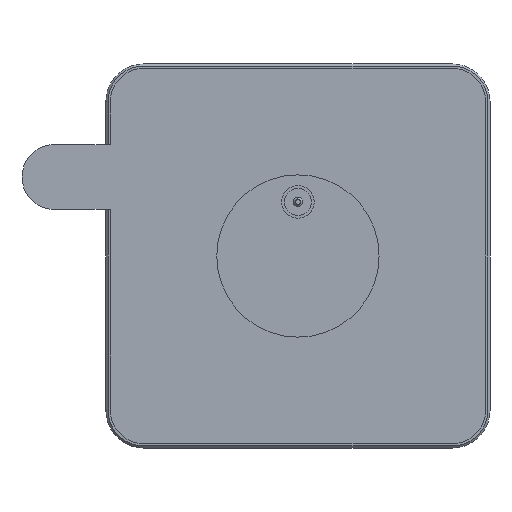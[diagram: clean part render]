
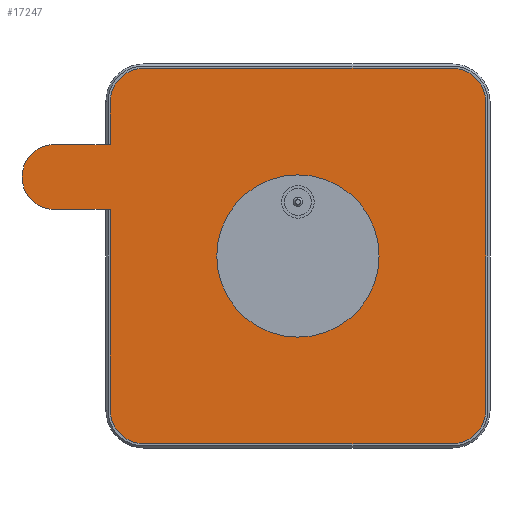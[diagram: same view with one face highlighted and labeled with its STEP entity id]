
A CAD part, front view. The second image highlights one B-rep face of the part: STEP entity #17247.
In plain terms, the highlighted planar face has unit normal (0, -1, 0).
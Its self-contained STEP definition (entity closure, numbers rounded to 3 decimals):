
#464 = DIRECTION ( 'NONE',  ( 0., 1., 0. ) ) ;
#467 = VERTEX_POINT ( 'NONE', #14987 ) ;
#485 = EDGE_CURVE ( 'NONE', #10201, #18580, #20475, .T. ) ;
#548 = CARTESIAN_POINT ( 'NONE',  ( -17.35, 0., 4.3 ) ) ;
#595 = ORIENTED_EDGE ( 'NONE', *, *, #19752, .F. ) ;
#883 = EDGE_CURVE ( 'NONE', #12508, #17357, #1473, .T. ) ;
#1125 = DIRECTION ( 'NONE',  ( 0., 1., 0. ) ) ;
#1164 = VERTEX_POINT ( 'NONE', #14696 ) ;
#1231 = CIRCLE ( 'NONE', #18929, 7.5 ) ;
#1346 = AXIS2_PLACEMENT_3D ( 'NONE', #19404, #1125, #14624 ) ;
#1473 = CIRCLE ( 'NONE', #15988, 3. ) ;
#1840 = CARTESIAN_POINT ( 'NONE',  ( -17.35, 0., 14.25 ) ) ;
#2651 = ORIENTED_EDGE ( 'NONE', *, *, #13770, .T. ) ;
#2883 = FACE_OUTER_BOUND ( 'NONE', #19197, .T. ) ;
#3273 = LINE ( 'NONE', #18233, #8615 ) ;
#3397 = EDGE_CURVE ( 'NONE', #16861, #20421, #8801, .T. ) ;
#3814 = DIRECTION ( 'NONE',  ( 0., 0., 1. ) ) ;
#4141 = DIRECTION ( 'NONE',  ( 0., 1., 0. ) ) ;
#4227 = DIRECTION ( 'NONE',  ( 0., 0., 1. ) ) ;
#4294 = EDGE_CURVE ( 'NONE', #22261, #19505, #1231, .T. ) ;
#4344 = DIRECTION ( 'NONE',  ( 1., 0., 0. ) ) ;
#4479 = CARTESIAN_POINT ( 'NONE',  ( 14.25, 0., -14.25 ) ) ;
#4687 = ORIENTED_EDGE ( 'NONE', *, *, #17385, .F. ) ;
#4907 = ORIENTED_EDGE ( 'NONE', *, *, #5661, .F. ) ;
#5006 = LINE ( 'NONE', #21241, #17937 ) ;
#5610 = DIRECTION ( 'NONE',  ( 0., 1., 0. ) ) ;
#5661 = EDGE_CURVE ( 'NONE', #467, #6591, #7581, .T. ) ;
#5724 = EDGE_CURVE ( 'NONE', #16618, #12508, #3273, .T. ) ;
#6140 = CARTESIAN_POINT ( 'NONE',  ( 14.25, 0., 17.35 ) ) ;
#6363 = CARTESIAN_POINT ( 'NONE',  ( 0., 0., -7.5 ) ) ;
#6591 = VERTEX_POINT ( 'NONE', #14921 ) ;
#6660 = LINE ( 'NONE', #6140, #19240 ) ;
#7000 = CIRCLE ( 'NONE', #10043, 3.1 ) ;
#7030 = EDGE_CURVE ( 'NONE', #20421, #1164, #7000, .T. ) ;
#7318 = VECTOR ( 'NONE', #8134, 1000. ) ;
#7336 = LINE ( 'NONE', #12832, #21512 ) ;
#7581 = CIRCLE ( 'NONE', #1346, 3.1 ) ;
#7600 = CARTESIAN_POINT ( 'NONE',  ( -14.25, 0., 14.25 ) ) ;
#7792 = DIRECTION ( 'NONE',  ( 0., 0., 1. ) ) ;
#7917 = LINE ( 'NONE', #18360, #7318 ) ;
#8134 = DIRECTION ( 'NONE',  ( 0., 0., -1. ) ) ;
#8155 = DIRECTION ( 'NONE',  ( 0., 0., 1. ) ) ;
#8462 = CARTESIAN_POINT ( 'NONE',  ( -17.35, 0., 14.25 ) ) ;
#8615 = VECTOR ( 'NONE', #19110, 1000. ) ;
#8685 = VERTEX_POINT ( 'NONE', #9397 ) ;
#8801 = LINE ( 'NONE', #1840, #15472 ) ;
#9005 = CIRCLE ( 'NONE', #12461, 7.5 ) ;
#9264 = DIRECTION ( 'NONE',  ( 1., 0., 0. ) ) ;
#9397 = CARTESIAN_POINT ( 'NONE',  ( -14.25, 0., -17.35 ) ) ;
#9796 = CARTESIAN_POINT ( 'NONE',  ( -22.5, 0., 4.3 ) ) ;
#9830 = CARTESIAN_POINT ( 'NONE',  ( 0., 0., 7.5 ) ) ;
#9854 = ORIENTED_EDGE ( 'NONE', *, *, #20716, .F. ) ;
#9853 = ORIENTED_EDGE ( 'NONE', *, *, #7030, .F. ) ;
#10043 = AXIS2_PLACEMENT_3D ( 'NONE', #7600, #5610, #21756 ) ;
#10201 = VERTEX_POINT ( 'NONE', #10863 ) ;
#10769 = ORIENTED_EDGE ( 'NONE', *, *, #4294, .T. ) ;
#10806 = DIRECTION ( 'NONE',  ( 0., 0., 1. ) ) ;
#10863 = CARTESIAN_POINT ( 'NONE',  ( 17.35, 0., -14.25 ) ) ;
#11223 = VECTOR ( 'NONE', #11670, 1000. ) ;
#11320 = ORIENTED_EDGE ( 'NONE', *, *, #485, .F. ) ;
#11670 = DIRECTION ( 'NONE',  ( -1., 0., 0. ) ) ;
#11723 = CARTESIAN_POINT ( 'NONE',  ( -22.5, 0., 10.3 ) ) ;
#11742 = AXIS2_PLACEMENT_3D ( 'NONE', #13361, #13263, #13383 ) ;
#12046 = LINE ( 'NONE', #12253, #11223 ) ;
#12253 = CARTESIAN_POINT ( 'NONE',  ( 14.25, 0., -17.35 ) ) ;
#12461 = AXIS2_PLACEMENT_3D ( 'NONE', #20595, #4141, #16156 ) ;
#12508 = VERTEX_POINT ( 'NONE', #9796 ) ;
#12832 = CARTESIAN_POINT ( 'NONE',  ( -17.35, 0., 4.3 ) ) ;
#13059 = DIRECTION ( 'NONE',  ( 0., 0., -1. ) ) ;
#13063 = PLANE ( 'NONE',  #19153 ) ;
#13103 = CARTESIAN_POINT ( 'NONE',  ( 14.25, 0., 14.25 ) ) ;
#13263 = DIRECTION ( 'NONE',  ( 0., 1., 0. ) ) ;
#13343 = DIRECTION ( 'NONE',  ( 0., -1., 0. ) ) ;
#13361 = CARTESIAN_POINT ( 'NONE',  ( -14.25, 0., -14.25 ) ) ;
#13382 = AXIS2_PLACEMENT_3D ( 'NONE', #4479, #18649, #10806 ) ;
#13383 = DIRECTION ( 'NONE',  ( 0., 0., 1. ) ) ;
#13614 = EDGE_CURVE ( 'NONE', #8685, #16833, #15902, .T. ) ;
#13620 = ORIENTED_EDGE ( 'NONE', *, *, #13614, .F. ) ;
#13770 = EDGE_CURVE ( 'NONE', #19505, #22261, #9005, .T. ) ;
#14296 = ORIENTED_EDGE ( 'NONE', *, *, #3397, .F. ) ;
#14624 = DIRECTION ( 'NONE',  ( 0., 0., -1. ) ) ;
#14696 = CARTESIAN_POINT ( 'NONE',  ( -14.25, 0., 17.35 ) ) ;
#14921 = CARTESIAN_POINT ( 'NONE',  ( 17.35, 0., 14.25 ) ) ;
#14987 = CARTESIAN_POINT ( 'NONE',  ( 14.25, 0., 17.35 ) ) ;
#15139 = ORIENTED_EDGE ( 'NONE', *, *, #5724, .F. ) ;
#15242 = DIRECTION ( 'NONE',  ( 0., 1., 0. ) ) ;
#15472 = VECTOR ( 'NONE', #8155, 1000. ) ;
#15569 = ORIENTED_EDGE ( 'NONE', *, *, #22020, .F. ) ;
#15902 = CIRCLE ( 'NONE', #11742, 3.1 ) ;
#15988 = AXIS2_PLACEMENT_3D ( 'NONE', #17635, #15242, #4227 ) ;
#16156 = DIRECTION ( 'NONE',  ( 0., 0., 1. ) ) ;
#16618 = VERTEX_POINT ( 'NONE', #548 ) ;
#16833 = VERTEX_POINT ( 'NONE', #19154 ) ;
#16861 = VERTEX_POINT ( 'NONE', #19463 ) ;
#17033 = CARTESIAN_POINT ( 'NONE',  ( 0., 0., 0. ) ) ;
#17247 = ADVANCED_FACE ( 'NONE', ( #2883, #17403 ), #13063, .T. ) ;
#17357 = VERTEX_POINT ( 'NONE', #11723 ) ;
#17385 = EDGE_CURVE ( 'NONE', #18580, #8685, #12046, .T. ) ;
#17403 = FACE_BOUND ( 'NONE', #18314, .T. ) ;
#17635 = CARTESIAN_POINT ( 'NONE',  ( -22.5, 0., 7.3 ) ) ;
#17937 = VECTOR ( 'NONE', #9264, 1000. ) ;
#18233 = CARTESIAN_POINT ( 'NONE',  ( -22.5, 0., 4.3 ) ) ;
#18314 = EDGE_LOOP ( 'NONE', ( #2651, #10769 ) ) ;
#18360 = CARTESIAN_POINT ( 'NONE',  ( 17.35, 0., 14.25 ) ) ;
#18580 = VERTEX_POINT ( 'NONE', #20193 ) ;
#18649 = DIRECTION ( 'NONE',  ( 0., 1., 0. ) ) ;
#18825 = ORIENTED_EDGE ( 'NONE', *, *, #20668, .F. ) ;
#18929 = AXIS2_PLACEMENT_3D ( 'NONE', #17033, #464, #3814 ) ;
#19110 = DIRECTION ( 'NONE',  ( -1., 0., 0. ) ) ;
#19153 = AXIS2_PLACEMENT_3D ( 'NONE', #13103, #13343, #13059 ) ;
#19154 = CARTESIAN_POINT ( 'NONE',  ( -17.35, 0., -14.25 ) ) ;
#19197 = EDGE_LOOP ( 'NONE', ( #4907, #9854, #9853, #14296, #15569, #19632, #15139, #18825, #13620, #4687, #11320, #595 ) ) ;
#19240 = VECTOR ( 'NONE', #4344, 1000. ) ;
#19404 = CARTESIAN_POINT ( 'NONE',  ( 14.25, 0., 14.25 ) ) ;
#19463 = CARTESIAN_POINT ( 'NONE',  ( -17.35, 0., 10.3 ) ) ;
#19505 = VERTEX_POINT ( 'NONE', #6363 ) ;
#19632 = ORIENTED_EDGE ( 'NONE', *, *, #883, .F. ) ;
#19752 = EDGE_CURVE ( 'NONE', #6591, #10201, #7917, .T. ) ;
#20193 = CARTESIAN_POINT ( 'NONE',  ( 14.25, 0., -17.35 ) ) ;
#20421 = VERTEX_POINT ( 'NONE', #8462 ) ;
#20475 = CIRCLE ( 'NONE', #13382, 3.1 ) ;
#20595 = CARTESIAN_POINT ( 'NONE',  ( 0., 0., 0. ) ) ;
#20668 = EDGE_CURVE ( 'NONE', #16833, #16618, #7336, .T. ) ;
#20716 = EDGE_CURVE ( 'NONE', #1164, #467, #6660, .T. ) ;
#21241 = CARTESIAN_POINT ( 'NONE',  ( -17.35, 0., 10.3 ) ) ;
#21512 = VECTOR ( 'NONE', #7792, 1000. ) ;
#21756 = DIRECTION ( 'NONE',  ( 0., 0., 1. ) ) ;
#22020 = EDGE_CURVE ( 'NONE', #17357, #16861, #5006, .T. ) ;
#22261 = VERTEX_POINT ( 'NONE', #9830 ) ;
